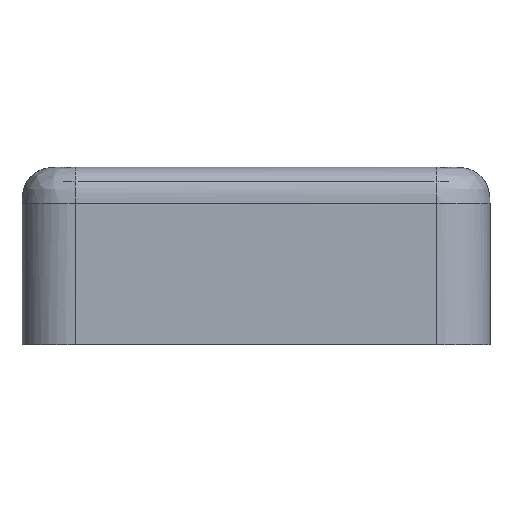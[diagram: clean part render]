
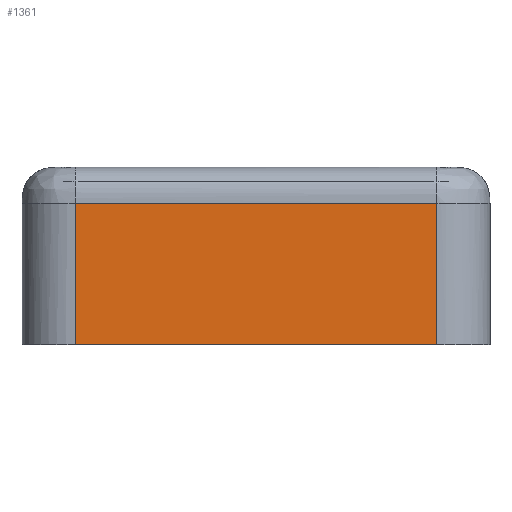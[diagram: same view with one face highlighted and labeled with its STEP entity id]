
A CAD part, front view. The second image highlights one B-rep face of the part: STEP entity #1361.
In plain terms, the highlighted planar face has unit normal (0, -1, 0).
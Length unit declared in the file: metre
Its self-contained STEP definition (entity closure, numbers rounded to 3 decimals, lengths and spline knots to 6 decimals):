
#86=LINE('',#1999,#252);
#94=LINE('',#2032,#260);
#95=LINE('',#2039,#261);
#252=VECTOR('',#1582,1.);
#260=VECTOR('',#1608,1.);
#261=VECTOR('',#1609,1.);
#442=ORIENTED_EDGE('',*,*,#846,.F.);
#443=ORIENTED_EDGE('',*,*,#847,.T.);
#444=ORIENTED_EDGE('',*,*,#848,.T.);
#445=ORIENTED_EDGE('',*,*,#830,.T.);
#830=EDGE_CURVE('',#1032,#1033,#86,.T.);
#846=EDGE_CURVE('',#1048,#1033,#94,.T.);
#847=EDGE_CURVE('',#1048,#1049,#1118,.T.);
#848=EDGE_CURVE('',#1049,#1032,#95,.T.);
#1032=VERTEX_POINT('',#2000);
#1033=VERTEX_POINT('',#2001);
#1048=VERTEX_POINT('',#2033);
#1049=VERTEX_POINT('',#2038);
#1118=B_SPLINE_CURVE_WITH_KNOTS('',3,(#2034,#2035,#2036,#2037),
 .UNSPECIFIED.,.F.,.F.,(4,4),(0.,1.),.UNSPECIFIED.);
#1141=EDGE_LOOP('',(#442,#443,#444,#445));
#1223=FACE_BOUND('',#1141,.T.);
#1300=PLANE('',#1459);
#1361=ADVANCED_FACE('',(#1223),#1300,.F.);
#1459=AXIS2_PLACEMENT_3D('',#2031,#1606,#1607);
#1582=DIRECTION('',(1.,0.,0.));
#1606=DIRECTION('',(0.,1.,0.));
#1607=DIRECTION('',(0.,0.,1.));
#1608=DIRECTION('',(0.,0.,-1.));
#1609=DIRECTION('',(0.,0.,-1.));
#1999=CARTESIAN_POINT('',(0.,-0.042977,0.));
#2000=CARTESIAN_POINT('',(-0.025482,-0.042977,0.));
#2001=CARTESIAN_POINT('',(0.025482,-0.042977,0.));
#2031=CARTESIAN_POINT('',(0.,-0.042977,0.025));
#2032=CARTESIAN_POINT('',(0.025482,-0.042977,0.025));
#2033=CARTESIAN_POINT('',(0.025482,-0.042977,0.01992));
#2034=CARTESIAN_POINT('',(0.025482,-0.042977,0.01992));
#2035=CARTESIAN_POINT('',(0.008494,-0.042977,0.01992));
#2036=CARTESIAN_POINT('',(-0.008494,-0.042977,0.01992));
#2037=CARTESIAN_POINT('',(-0.025482,-0.042977,0.01992));
#2038=CARTESIAN_POINT('',(-0.025482,-0.042977,0.01992));
#2039=CARTESIAN_POINT('',(-0.025482,-0.042977,0.025));
